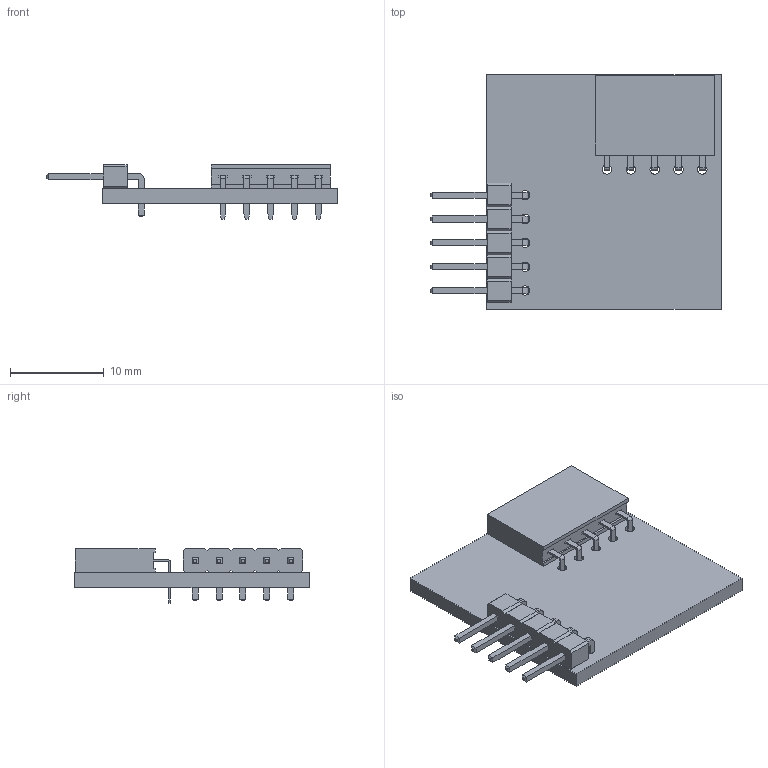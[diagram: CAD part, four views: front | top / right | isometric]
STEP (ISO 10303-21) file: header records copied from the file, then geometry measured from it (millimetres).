
FILE_DESCRIPTION(('KiCad electronic assembly'),'2;1');
FILE_NAME('TacTile-L2C.step','2023-09-19T08:30:17',('Pcbnew'),('Kicad'), 'Open CASCADE STEP processor 7.6','KiCad to STEP converter','Unknown' );
FILE_SCHEMA(('AUTOMOTIVE_DESIGN { 1 0 10303 214 1 1 1 1 }'));
Length unit declared in the file: millimetre
Products named in the file (6): TacTile-L2C 1; PinSocket_1x05_P2.54mm_Horizontal; SOLID; PinHeader_1x05_P2.54mm_Horizontal; PCB
Assembly tree (5 placements, depth 3):
  TacTile-L2C 1
    PinSocket_1x05_P2.54mm_Horizontal
      SOLID
    PinHeader_1x05_P2.54mm_Horizontal
      SOLID
    PCB
Bounding box: 30.91 x 25 x 5.84 mm (x, y, z)
Volume: 1351.5 mm3; surface area: 2208.3 mm2
Topology: 3 solids, 3 shells, 340 faces, 867 edges, 558 vertices
Faces by surface type: plane 315, cylinder 25
Full cylindrical faces by diameter (mm): 1 x10
Entity records: 23809 total; most frequent: CARTESIAN_POINT 3685, DIRECTION 3313, LINE 2501, VECTOR 2501, ORIENTED_EDGE 1734, PCURVE 1734, DEFINITIONAL_REPRESENTATION 1734, EDGE_CURVE 867
